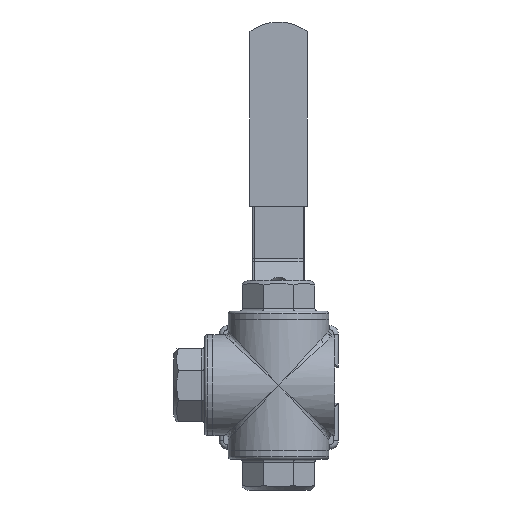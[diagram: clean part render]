
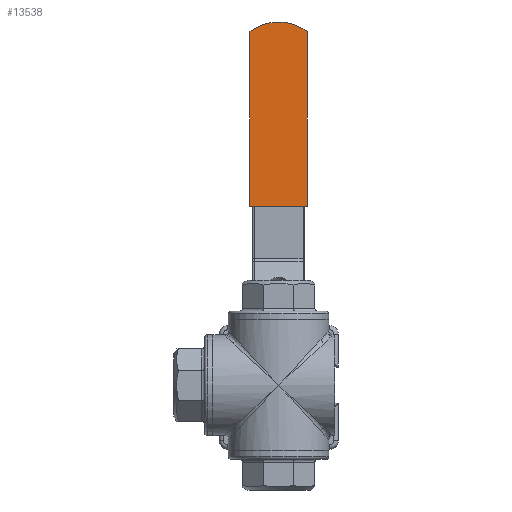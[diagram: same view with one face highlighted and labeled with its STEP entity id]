
A CAD part, front view. The second image highlights one B-rep face of the part: STEP entity #13538.
In plain terms, the highlighted face is planar.
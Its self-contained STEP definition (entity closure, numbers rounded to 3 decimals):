
#1629=LINE('',#40411,#2813);
#1630=LINE('',#40414,#2814);
#1631=LINE('',#40418,#2815);
#2813=VECTOR('',#16848,1000.);
#2814=VECTOR('',#16849,1000.);
#2815=VECTOR('',#16852,1000.);
#6167=ORIENTED_EDGE('',*,*,#8709,.F.);
#6168=ORIENTED_EDGE('',*,*,#8710,.F.);
#6169=ORIENTED_EDGE('',*,*,#8711,.F.);
#6170=ORIENTED_EDGE('',*,*,#8712,.F.);
#8709=EDGE_CURVE('',#10208,#10209,#1629,.T.);
#8710=EDGE_CURVE('',#10210,#10208,#1630,.T.);
#8711=EDGE_CURVE('',#10211,#10210,#10643,.T.);
#8712=EDGE_CURVE('',#10209,#10211,#1631,.T.);
#10208=VERTEX_POINT('',#40412);
#10209=VERTEX_POINT('',#40413);
#10210=VERTEX_POINT('',#40415);
#10211=VERTEX_POINT('',#40417);
#10643=CIRCLE('',#14409,17.);
#11421=EDGE_LOOP('',(#6167,#6168,#6169,#6170));
#12309=FACE_BOUND('',#11421,.T.);
#12892=PLANE('',#14408);
#13538=ADVANCED_FACE('',(#12309),#12892,.T.);
#14408=AXIS2_PLACEMENT_3D('',#40410,#16846,#16847);
#14409=AXIS2_PLACEMENT_3D('',#40416,#16850,#16851);
#16846=DIRECTION('',(0.,0.,-1.));
#16847=DIRECTION('',(-1.,0.,0.));
#16848=DIRECTION('',(0.,-1.,0.));
#16849=DIRECTION('',(-1.,0.,0.));
#16850=DIRECTION('',(0.,0.,1.));
#16851=DIRECTION('',(-1.,0.,0.));
#16852=DIRECTION('',(1.,0.,0.));
#40410=CARTESIAN_POINT('',(56.003,-18.777,0.));
#40411=CARTESIAN_POINT('',(7.003,-8.527,0.));
#40412=CARTESIAN_POINT('',(7.003,-8.527,0.));
#40413=CARTESIAN_POINT('',(7.003,-29.027,0.));
#40414=CARTESIAN_POINT('',(7.003,-8.527,0.));
#40415=CARTESIAN_POINT('',(69.566,-8.527,0.));
#40416=CARTESIAN_POINT('',(56.003,-18.777,0.));
#40417=CARTESIAN_POINT('',(69.566,-29.027,0.));
#40418=CARTESIAN_POINT('',(7.003,-29.027,0.));
